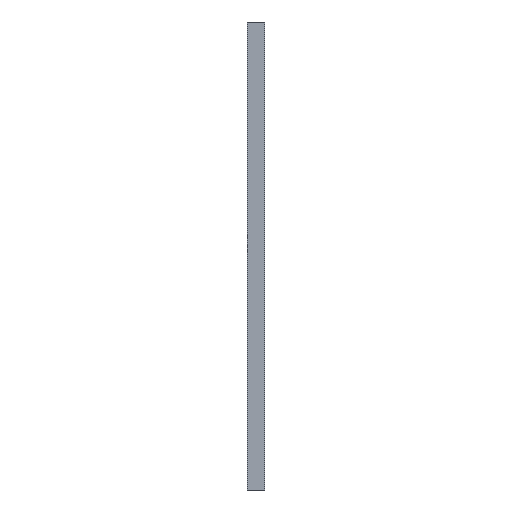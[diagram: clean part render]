
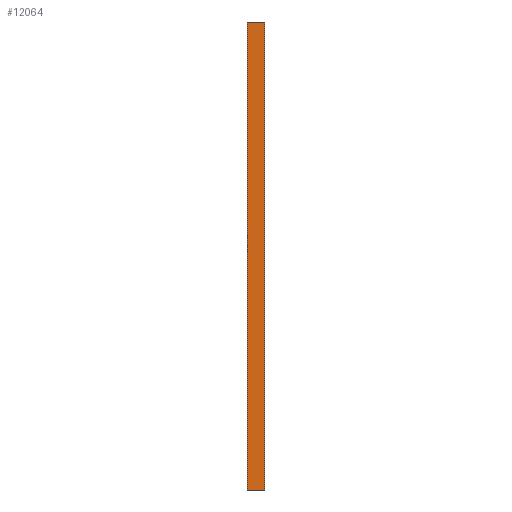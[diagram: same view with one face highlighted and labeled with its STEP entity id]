
A CAD part, left-side view. The second image highlights one B-rep face of the part: STEP entity #12064.
In plain terms, the highlighted planar face has unit normal (-1, 0, 0).
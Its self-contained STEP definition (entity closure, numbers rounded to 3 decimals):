
#93 = CARTESIAN_POINT ( 'NONE',  ( 0., 112.3, 1500. ) ) ;
#303 = EDGE_CURVE ( 'NONE', #1331, #706, #11048, .T. ) ;
#404 = CARTESIAN_POINT ( 'NONE',  ( 0., 1.7, -1500. ) ) ;
#706 = VERTEX_POINT ( 'NONE', #8686 ) ;
#1117 = DIRECTION ( 'NONE',  ( 0., 1., 0. ) ) ;
#1331 = VERTEX_POINT ( 'NONE', #8657 ) ;
#2189 = ORIENTED_EDGE ( 'NONE', *, *, #303, .T. ) ;
#2411 = DIRECTION ( 'NONE',  ( 0., 0., -1. ) ) ;
#2662 = FACE_OUTER_BOUND ( 'NONE', #9156, .T. ) ;
#3341 = ORIENTED_EDGE ( 'NONE', *, *, #5120, .F. ) ;
#3526 = CARTESIAN_POINT ( 'NONE',  ( 0., 1.7, 1500. ) ) ;
#3760 = VERTEX_POINT ( 'NONE', #11665 ) ;
#3829 = DIRECTION ( 'NONE',  ( 0., 0., -1. ) ) ;
#4177 = VECTOR ( 'NONE', #5151, 1000. ) ;
#5120 = EDGE_CURVE ( 'NONE', #3760, #12338, #7382, .T. ) ;
#5151 = DIRECTION ( 'NONE',  ( 0., -1., 0. ) ) ;
#5251 = CARTESIAN_POINT ( 'NONE',  ( 0., 112.3, -1500. ) ) ;
#7153 = ORIENTED_EDGE ( 'NONE', *, *, #8989, .T. ) ;
#7382 = LINE ( 'NONE', #3526, #8538 ) ;
#7406 = LINE ( 'NONE', #93, #4177 ) ;
#7630 = VECTOR ( 'NONE', #3829, 1000. ) ;
#8538 = VECTOR ( 'NONE', #2411, 1000. ) ;
#8657 = CARTESIAN_POINT ( 'NONE',  ( 0., 112.3, 1500. ) ) ;
#8686 = CARTESIAN_POINT ( 'NONE',  ( 0., 112.3, -1500. ) ) ;
#8989 = EDGE_CURVE ( 'NONE', #706, #12338, #14545, .T. ) ;
#9156 = EDGE_LOOP ( 'NONE', ( #7153, #3341, #14233, #2189 ) ) ;
#10797 = CARTESIAN_POINT ( 'NONE',  ( 0., 112.3, 1500. ) ) ;
#11040 = CARTESIAN_POINT ( 'NONE',  ( 0., 112.3, 1500. ) ) ;
#11048 = LINE ( 'NONE', #11040, #7630 ) ;
#11534 = DIRECTION ( 'NONE',  ( 0., -1., 0. ) ) ;
#11665 = CARTESIAN_POINT ( 'NONE',  ( 0., 1.7, 1500. ) ) ;
#12064 = ADVANCED_FACE ( 'NONE', ( #2662 ), #15862, .F. ) ;
#12242 = EDGE_CURVE ( 'NONE', #1331, #3760, #7406, .T. ) ;
#12338 = VERTEX_POINT ( 'NONE', #404 ) ;
#13203 = VECTOR ( 'NONE', #11534, 1000. ) ;
#14233 = ORIENTED_EDGE ( 'NONE', *, *, #12242, .F. ) ;
#14545 = LINE ( 'NONE', #5251, #13203 ) ;
#14916 = AXIS2_PLACEMENT_3D ( 'NONE', #10797, #15693, #1117 ) ;
#15693 = DIRECTION ( 'NONE',  ( 1., 0., 0. ) ) ;
#15862 = PLANE ( 'NONE',  #14916 ) ;
